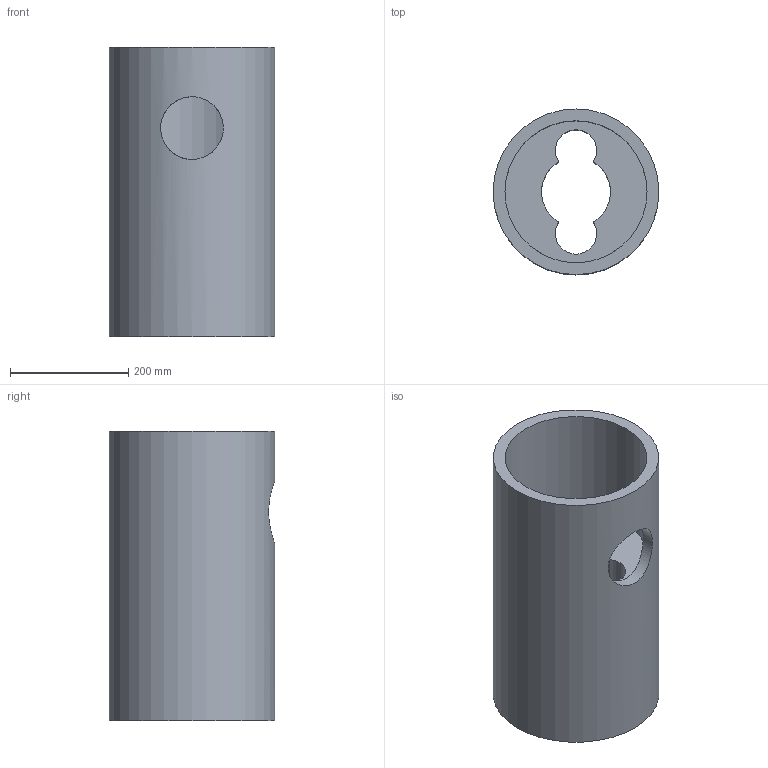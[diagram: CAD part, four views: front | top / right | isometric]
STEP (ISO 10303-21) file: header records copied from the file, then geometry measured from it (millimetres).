
FILE_DESCRIPTION(('Open CASCADE Model'),'2;1');
FILE_NAME('Open CASCADE Shape Model','2025-05-25T22:28:19',('Author'),( 'Open CASCADE'),'Open CASCADE STEP processor 7.7','Open CASCADE 7.7' ,'Unknown');
FILE_SCHEMA(('AUTOMOTIVE_DESIGN { 1 0 10303 214 1 1 1 1 }'));
Length unit declared in the file: millimetre
Products named in the file (1): Open CASCADE STEP translator 7.7 32
Bounding box: 280 x 280 x 490 mm (x, y, z)
Volume: 16158267.8 mm3; surface area: 819526.5 mm2
Topology: 1 solids, 1 shells, 10 faces, 21 edges, 14 vertices
Faces by surface type: cylinder 7, plane 3
Full cylindrical faces by diameter (mm): 106 x1, 240 x1, 280 x1
Entity records: 1607 total; most frequent: CARTESIAN_POINT 1170, DIRECTION 78, ORIENTED_EDGE 42, PCURVE 42, DEFINITIONAL_REPRESENTATION 42, LINE 25, VECTOR 25, AXIS2_PLACEMENT_3D 23
